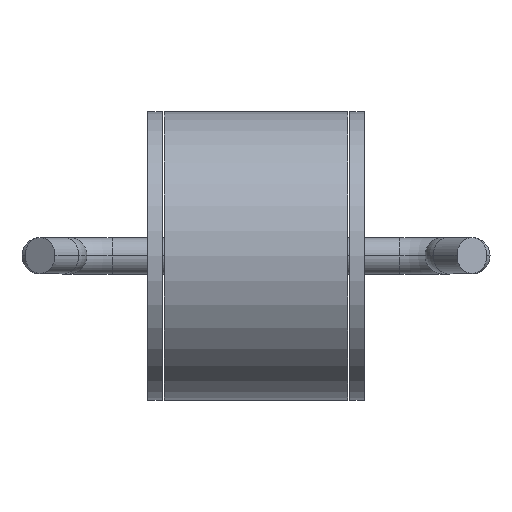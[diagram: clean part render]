
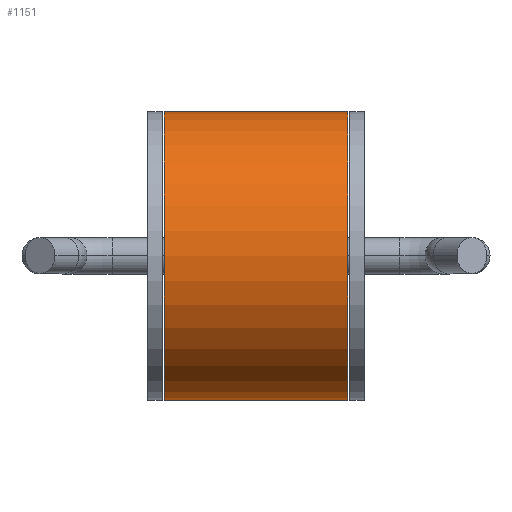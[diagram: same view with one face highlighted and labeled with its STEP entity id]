
A CAD part, top view. The second image highlights one B-rep face of the part: STEP entity #1151.
In plain terms, the highlighted cylindrical face has radius 4 mm (diameter 8 mm), a partial arc.
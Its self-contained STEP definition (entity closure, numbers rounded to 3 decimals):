
#540=DIRECTION('',(1.,0.,0.));
#541=VECTOR('',#540,5.1);
#542=CARTESIAN_POINT('',(0.45,-4.,0.));
#543=LINE('',#542,#541);
#559=CARTESIAN_POINT('',(0.45,0.,0.));
#560=DIRECTION('',(-1.,0.,0.));
#561=DIRECTION('',(0.,-1.,0.));
#562=AXIS2_PLACEMENT_3D('',#559,#560,#561);
#564=DIRECTION('',(1.,0.,0.));
#565=VECTOR('',#564,5.1);
#566=CARTESIAN_POINT('',(0.45,4.,0.));
#567=LINE('',#566,#565);
#568=CARTESIAN_POINT('',(5.55,0.,0.));
#569=DIRECTION('',(1.,0.,0.));
#570=DIRECTION('',(0.,1.,0.));
#571=AXIS2_PLACEMENT_3D('',#568,#569,#570);
#745=CARTESIAN_POINT('',(0.45,4.,0.));
#746=CARTESIAN_POINT('',(0.45,-4.,0.));
#747=VERTEX_POINT('',#745);
#748=VERTEX_POINT('',#746);
#749=CARTESIAN_POINT('',(5.55,-4.,0.));
#750=CARTESIAN_POINT('',(5.55,4.,0.));
#751=VERTEX_POINT('',#749);
#752=VERTEX_POINT('',#750);
#1140=CARTESIAN_POINT('',(0.,0.,0.));
#1141=DIRECTION('',(1.,0.,0.));
#1142=DIRECTION('',(0.,-1.,0.));
#1143=AXIS2_PLACEMENT_3D('',#1140,#1141,#1142);
#1144=CYLINDRICAL_SURFACE('',#1143,4.);
#1145=ORIENTED_EDGE('',*,*,#1129,.T.);
#1146=ORIENTED_EDGE('',*,*,#1118,.T.);
#1147=ORIENTED_EDGE('',*,*,#1098,.T.);
#1148=ORIENTED_EDGE('',*,*,#1115,.F.);
#1149=EDGE_LOOP('',(#1145,#1146,#1147,#1148));
#1150=FACE_OUTER_BOUND('',#1149,.F.);
#563=CIRCLE('',#562,4.);
#572=CIRCLE('',#571,4.);
#1098=EDGE_CURVE('',#752,#751,#572,.T.);
#1115=EDGE_CURVE('',#748,#751,#543,.T.);
#1118=EDGE_CURVE('',#747,#752,#567,.T.);
#1129=EDGE_CURVE('',#748,#747,#563,.T.);
#1151=ADVANCED_FACE('',(#1150),#1144,.T.);
